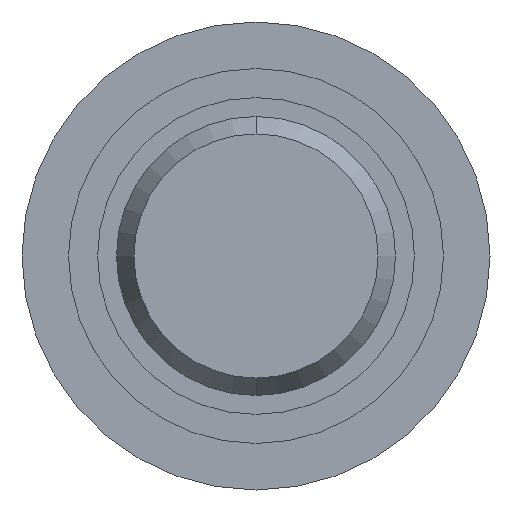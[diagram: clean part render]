
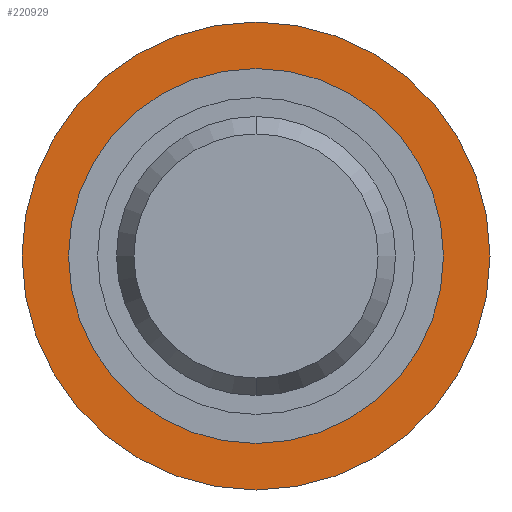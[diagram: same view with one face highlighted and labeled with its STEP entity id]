
A CAD part, front view. The second image highlights one B-rep face of the part: STEP entity #220929.
In plain terms, the highlighted planar face has unit normal (0, -1, 0).
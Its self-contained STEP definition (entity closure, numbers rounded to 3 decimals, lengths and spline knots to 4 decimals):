
#42983=CARTESIAN_POINT('',(0.,-4.85,0.));
#42984=DIRECTION('',(0.,-1.,0.));
#42985=DIRECTION('',(0.,0.,-1.));
#42986=AXIS2_PLACEMENT_3D('',#42983,#42984,#42985);
#42992=CARTESIAN_POINT('',(0.,-4.85,0.));
#42993=DIRECTION('',(0.,1.,0.));
#42994=DIRECTION('',(0.,0.,-1.));
#42995=AXIS2_PLACEMENT_3D('',#42992,#42993,#42994);
#43017=CARTESIAN_POINT('',(0.,-4.85,0.));
#43018=DIRECTION('',(0.,1.,0.));
#43019=DIRECTION('',(0.,0.,-1.));
#43020=AXIS2_PLACEMENT_3D('',#43017,#43018,#43019);
#43022=CARTESIAN_POINT('',(0.,-4.85,0.));
#43023=DIRECTION('',(0.,1.,0.));
#43024=DIRECTION('',(0.,0.,1.));
#43025=AXIS2_PLACEMENT_3D('',#43022,#43023,#43024);
#47642=CARTESIAN_POINT('',(0.,-4.85,-3.225));
#47643=CARTESIAN_POINT('',(0.,-4.85,3.225));
#47644=VERTEX_POINT('',#47642);
#47645=VERTEX_POINT('',#47643);
#48704=CARTESIAN_POINT('',(0.,-4.85,-4.025));
#48706=VERTEX_POINT('',#48704);
#48708=CARTESIAN_POINT('',(0.,-4.85,4.025));
#48710=VERTEX_POINT('',#48708);
#220914=CARTESIAN_POINT('',(0.,-4.85,0.));
#220915=DIRECTION('',(0.,1.,0.));
#220916=DIRECTION('',(0.,0.,-1.));
#220917=AXIS2_PLACEMENT_3D('',#220914,#220915,#220916);
#220918=PLANE('',#220917);
#220919=ORIENTED_EDGE('',*,*,#220893,.F.);
#220920=ORIENTED_EDGE('',*,*,#220909,.T.);
#220921=EDGE_LOOP('',(#220919,#220920));
#220922=FACE_OUTER_BOUND('',#220921,.F.);
#220924=ORIENTED_EDGE('',*,*,#220923,.F.);
#220926=ORIENTED_EDGE('',*,*,#220925,.F.);
#220927=EDGE_LOOP('',(#220924,#220926));
#220928=FACE_BOUND('',#220927,.F.);
#42987=CIRCLE('',#42986,4.025);
#42996=CIRCLE('',#42995,4.025);
#43021=CIRCLE('',#43020,3.225);
#43026=CIRCLE('',#43025,3.225);
#220893=EDGE_CURVE('',#48706,#48710,#42987,.T.);
#220909=EDGE_CURVE('',#48706,#48710,#42996,.T.);
#220923=EDGE_CURVE('',#47644,#47645,#43021,.T.);
#220925=EDGE_CURVE('',#47645,#47644,#43026,.T.);
#220929=ADVANCED_FACE('',(#220922,#220928),#220918,.F.);
